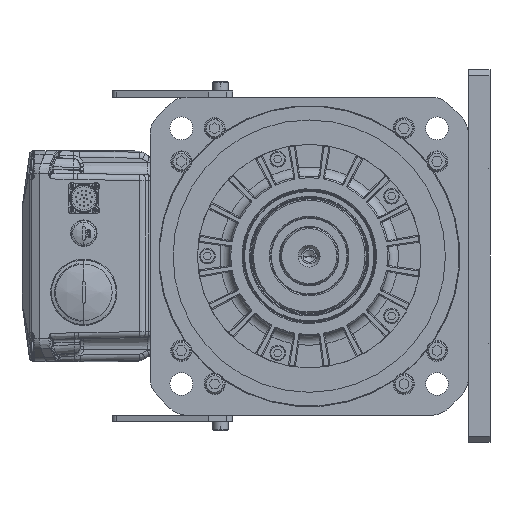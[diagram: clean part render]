
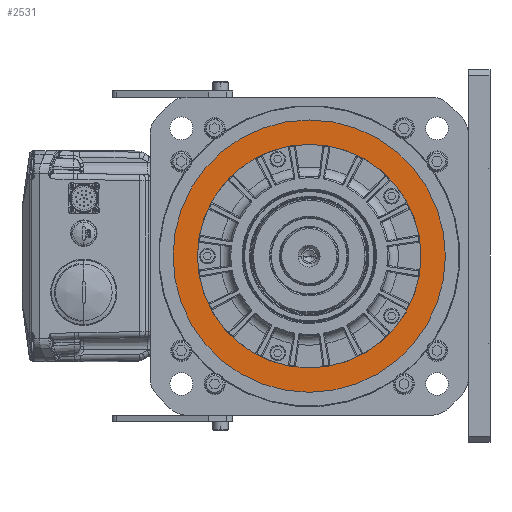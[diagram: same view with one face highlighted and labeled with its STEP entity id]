
A CAD part, left-side view. The second image highlights one B-rep face of the part: STEP entity #2531.
In plain terms, the highlighted planar face has unit normal (-1, 0, 0).
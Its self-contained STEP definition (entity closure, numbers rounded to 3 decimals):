
#964=CARTESIAN_POINT('',(112.02,0.,0.));
#965=DIRECTION('',(-1.,0.,0.));
#966=DIRECTION('',(0.,-1.,0.));
#967=AXIS2_PLACEMENT_3D('',#964,#965,#966);
#973=CARTESIAN_POINT('',(112.02,0.,0.));
#974=DIRECTION('',(1.,0.,0.));
#975=DIRECTION('',(0.,-1.,0.));
#976=AXIS2_PLACEMENT_3D('',#973,#974,#975);
#982=CARTESIAN_POINT('',(112.02,0.,0.));
#983=DIRECTION('',(-1.,0.,0.));
#984=DIRECTION('',(0.,-1.,0.));
#985=AXIS2_PLACEMENT_3D('',#982,#983,#984);
#987=CARTESIAN_POINT('',(112.02,0.,0.));
#988=DIRECTION('',(1.,0.,0.));
#989=DIRECTION('',(0.,-1.,0.));
#990=AXIS2_PLACEMENT_3D('',#987,#988,#989);
#2127=CARTESIAN_POINT('',(112.02,-92.75,0.));
#2129=VERTEX_POINT('',#2127);
#2131=CARTESIAN_POINT('',(112.02,92.75,0.));
#2133=VERTEX_POINT('',#2131);
#2134=CARTESIAN_POINT('',(112.02,-113.,0.));
#2135=CARTESIAN_POINT('',(112.02,113.,0.));
#2136=VERTEX_POINT('',#2134);
#2137=VERTEX_POINT('',#2135);
#2516=CARTESIAN_POINT('',(112.02,0.,0.));
#2517=DIRECTION('',(-1.,0.,0.));
#2518=DIRECTION('',(0.,-1.,0.));
#2519=AXIS2_PLACEMENT_3D('',#2516,#2517,#2518);
#2520=PLANE('',#2519);
#2521=ORIENTED_EDGE('',*,*,#2510,.T.);
#2522=ORIENTED_EDGE('',*,*,#2496,.F.);
#2523=EDGE_LOOP('',(#2521,#2522));
#2524=FACE_OUTER_BOUND('',#2523,.F.);
#2526=ORIENTED_EDGE('',*,*,#2525,.T.);
#2528=ORIENTED_EDGE('',*,*,#2527,.F.);
#2529=EDGE_LOOP('',(#2526,#2528));
#2530=FACE_BOUND('',#2529,.F.);
#2531=ADVANCED_FACE('',(#2524,#2530),#2520,.T.);
#968=CIRCLE('',#967,113.);
#977=CIRCLE('',#976,113.);
#986=CIRCLE('',#985,92.75);
#991=CIRCLE('',#990,92.75);
#2496=EDGE_CURVE('',#2136,#2137,#968,.T.);
#2510=EDGE_CURVE('',#2136,#2137,#977,.T.);
#2525=EDGE_CURVE('',#2129,#2133,#986,.T.);
#2527=EDGE_CURVE('',#2129,#2133,#991,.T.);
